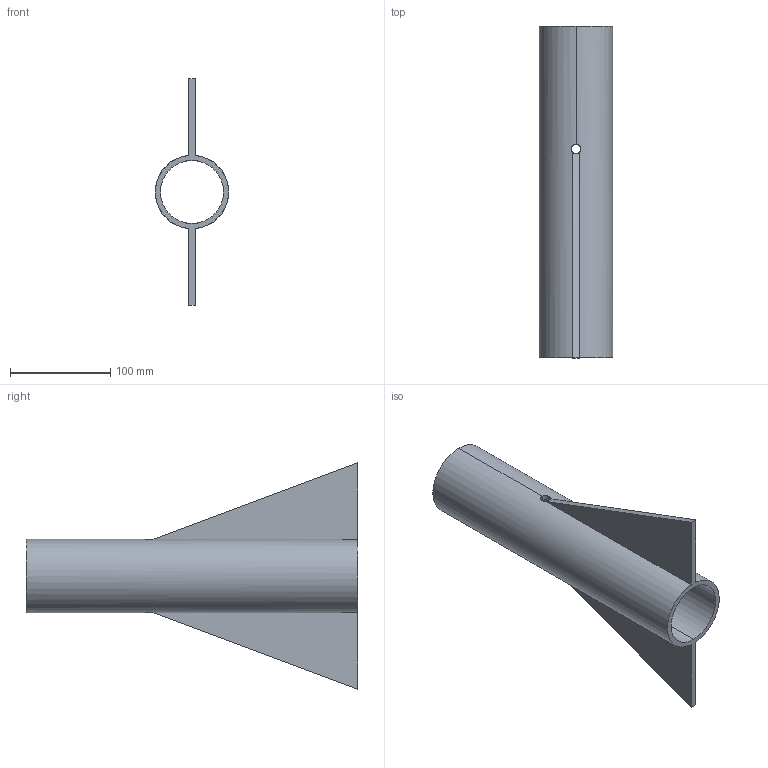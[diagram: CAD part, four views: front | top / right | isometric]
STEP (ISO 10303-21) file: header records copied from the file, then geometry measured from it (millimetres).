
FILE_DESCRIPTION (( 'STEP AP203' ), '1' );
FILE_NAME ('pipejnt.STEP', '', ( '' ), ( '' ), 'SwSTEP 2.0', 'SolidWorks 2011', '' );
FILE_SCHEMA (( 'CONFIG_CONTROL_DESIGN' ));
Length unit declared in the file: inch
Products named in the file (1): pipejnt
Bounding box: 73.03 x 330.2 x 225.43 mm (x, y, z)
Volume: 460720.8 mm3; surface area: 175252.3 mm2
Topology: 1 solids, 1 shells, 20 faces, 52 edges, 30 vertices
Faces by surface type: plane 12, cylinder 8
Entity records: 939 total; most frequent: CARTESIAN_POINT 371, ORIENTED_EDGE 104, DIRECTION 98, EDGE_CURVE 52, AXIS2_PLACEMENT_3D 33, VECTOR 32, LINE 32, VERTEX_POINT 30
